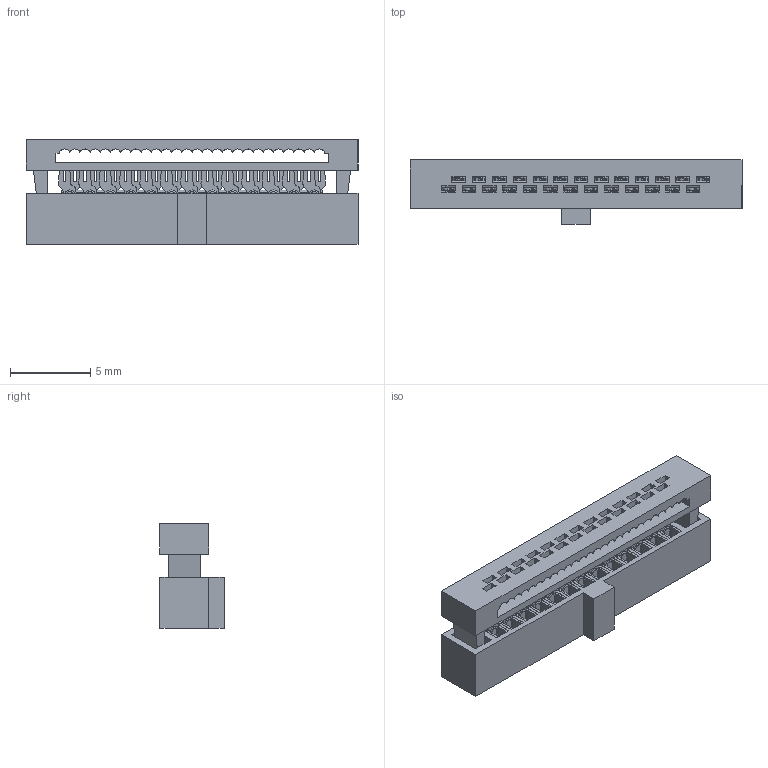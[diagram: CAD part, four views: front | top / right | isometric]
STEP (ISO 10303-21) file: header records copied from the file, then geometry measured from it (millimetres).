
FILE_DESCRIPTION(/* description */ ('Unknown'),/* implementation_level */ '2;1');
FILE_NAME(/* name */ '62702623121',/* time_stamp */ '2020-05-28T10:14:40+02:00',/* author */ ('Unknown'),/* organization */ ('Unknown'),/* preprocessor_version */ 'ST-DEVELOPER v16.7',/* originating_system */ 'DEX',/* authorisation */ $);
FILE_SCHEMA (('AUTOMOTIVE_DESIGN {1 0 10303 214 3 1 1}'));
Length unit declared in the file: millimetre
Products named in the file (4): 6270xx23121_Open; 62702623121; 6270xx23121_Pin; 62702623121_Cable clamp
Assembly tree (28 placements, depth 2):
  6270xx23121_Open
    62702623121
    6270xx23121_Pin  x26
    62702623121_Cable clamp
Bounding box: 20.7 x 4 x 6.53 mm (x, y, z)
Volume: 226.1 mm3; surface area: 1384 mm2
Topology: 28 solids, 28 shells, 3959 faces, 10835 edges, 6962 vertices
Faces by surface type: plane 2467, cylinder 1232, bspline 156, torus 104
Entity records: 25914 total; most frequent: CARTESIAN_POINT 4653, ORIENTED_EDGE 4520, DIRECTION 4182, EDGE_CURVE 2260, LINE 1928, VECTOR 1928, VERTEX_POINT 1462, AXIS2_PLACEMENT_3D 1127
